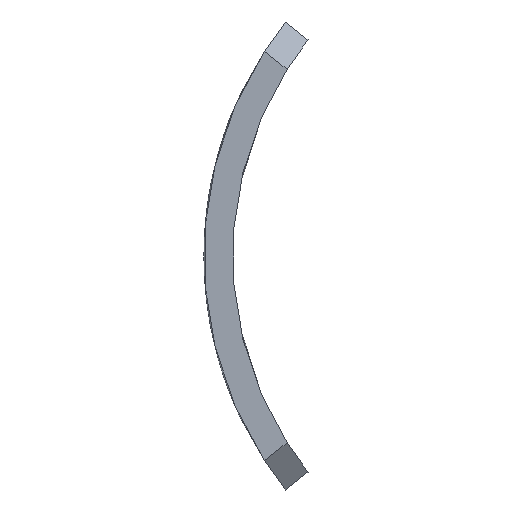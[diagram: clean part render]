
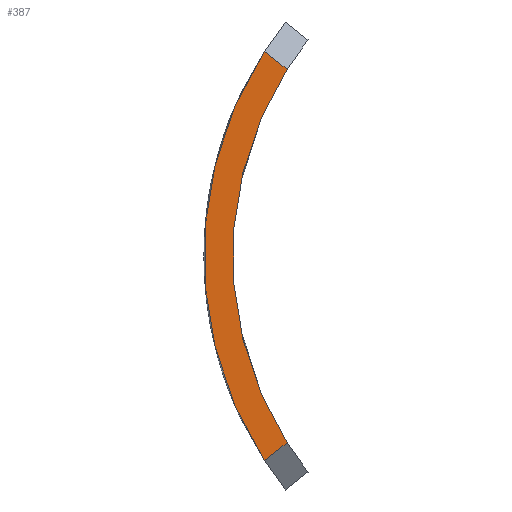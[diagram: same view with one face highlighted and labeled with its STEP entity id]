
A CAD part, left-side view. The second image highlights one B-rep face of the part: STEP entity #387.
In plain terms, the highlighted planar face has unit normal (-1, 0, 0).
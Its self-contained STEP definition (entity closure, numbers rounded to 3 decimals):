
#5 = AXIS2_PLACEMENT_3D ( 'NONE', #662, #87, #607 ) ;
#41 = VERTEX_POINT ( 'NONE', #442 ) ;
#45 = VECTOR ( 'NONE', #521, 1000. ) ;
#58 = ORIENTED_EDGE ( 'NONE', *, *, #313, .T. ) ;
#64 = EDGE_CURVE ( 'NONE', #41, #244, #502, .T. ) ;
#69 = VERTEX_POINT ( 'NONE', #379 ) ;
#87 = DIRECTION ( 'NONE',  ( 1., 0., 0. ) ) ;
#122 = VECTOR ( 'NONE', #585, 1000. ) ;
#134 = EDGE_LOOP ( 'NONE', ( #329, #591, #58, #929 ) ) ;
#155 = DIRECTION ( 'NONE',  ( 1., 0., 0. ) ) ;
#170 = DIRECTION ( 'NONE',  ( 0., 0., -1. ) ) ;
#228 = CARTESIAN_POINT ( 'NONE',  ( 0., 20.378, -12.96 ) ) ;
#236 = PLANE ( 'NONE',  #892 ) ;
#244 = VERTEX_POINT ( 'NONE', #526 ) ;
#283 = EDGE_CURVE ( 'NONE', #69, #244, #310, .T. ) ;
#292 = VERTEX_POINT ( 'NONE', #228 ) ;
#296 = CARTESIAN_POINT ( 'NONE',  ( 0., 22.047, 14.283 ) ) ;
#310 = LINE ( 'NONE', #296, #122 ) ;
#313 = EDGE_CURVE ( 'NONE', #292, #69, #674, .T. ) ;
#321 = AXIS2_PLACEMENT_3D ( 'NONE', #453, #155, #807 ) ;
#329 = ORIENTED_EDGE ( 'NONE', *, *, #64, .F. ) ;
#375 = LINE ( 'NONE', #449, #45 ) ;
#379 = CARTESIAN_POINT ( 'NONE',  ( 0., 20.378, 12.96 ) ) ;
#387 = ADVANCED_FACE ( 'NONE', ( #629 ), #236, .F. ) ;
#442 = CARTESIAN_POINT ( 'NONE',  ( 0., 21.953, -14.209 ) ) ;
#449 = CARTESIAN_POINT ( 'NONE',  ( 0., 1.553, 1.959 ) ) ;
#453 = CARTESIAN_POINT ( 'NONE',  ( 0., 0., 0. ) ) ;
#502 = CIRCLE ( 'NONE', #5, 26.15 ) ;
#521 = DIRECTION ( 'NONE',  ( 0., -0.784, 0.621 ) ) ;
#526 = CARTESIAN_POINT ( 'NONE',  ( 0., 21.953, 14.209 ) ) ;
#585 = DIRECTION ( 'NONE',  ( 0., 0.784, 0.621 ) ) ;
#591 = ORIENTED_EDGE ( 'NONE', *, *, #672, .T. ) ;
#607 = DIRECTION ( 'NONE',  ( 0., 0., -1. ) ) ;
#629 = FACE_OUTER_BOUND ( 'NONE', #134, .T. ) ;
#662 = CARTESIAN_POINT ( 'NONE',  ( 0., 0., 0. ) ) ;
#672 = EDGE_CURVE ( 'NONE', #41, #292, #375, .T. ) ;
#674 = CIRCLE ( 'NONE', #321, 24.15 ) ;
#807 = DIRECTION ( 'NONE',  ( 0., 0., -1. ) ) ;
#892 = AXIS2_PLACEMENT_3D ( 'NONE', #921, #912, #170 ) ;
#912 = DIRECTION ( 'NONE',  ( 1., 0., 0. ) ) ;
#921 = CARTESIAN_POINT ( 'NONE',  ( 0., 0., 0. ) ) ;
#929 = ORIENTED_EDGE ( 'NONE', *, *, #283, .T. ) ;
